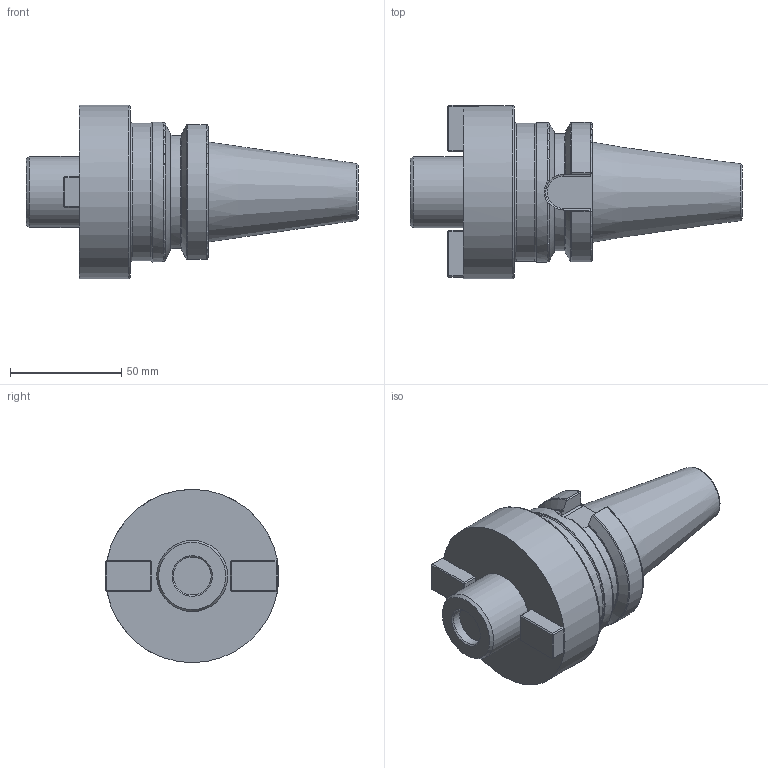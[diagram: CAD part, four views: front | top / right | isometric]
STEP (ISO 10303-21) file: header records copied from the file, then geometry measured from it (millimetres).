
FILE_DESCRIPTION(/* description */ (''),/* implementation_level */ '2;1');
FILE_NAME(/* name */ 'ABT40-FM-32-060.stp',/* time_stamp */ '2024-11-22T11:22:52+03:00',/* author */ (''),/* organization */ (''),/* preprocessor_version */ 'ST-DEVELOPER v19.4',/* originating_system */ 'SIEMENS PLM Software NX2306.9102',/* authorisation */ '');
FILE_SCHEMA (('AUTOMOTIVE_DESIGN { 1 0 10303 214 3 1 1 1 }'));
Length unit declared in the file: millimetre
Products named in the file (1): ABT40-FM-32-060-lıght
Bounding box: 149.4 x 78.2 x 78 mm (x, y, z)
Volume: 296771.5 mm3; surface area: 32908.6 mm2
Topology: 1 solids, 1 shells, 114 faces, 273 edges, 166 vertices
Faces by surface type: plane 65, cylinder 19, torus 16, cone 12, bspline 2
Full cylindrical faces by diameter (mm): 17 x1, 32 x1, 62 x1, 63 x1, 78 x1
Entity records: 3474 total; most frequent: CARTESIAN_POINT 949, ORIENTED_EDGE 512, DIRECTION 496, EDGE_CURVE 256, AXIS2_PLACEMENT_3D 179, VERTEX_POINT 164, LINE 138, VECTOR 138
